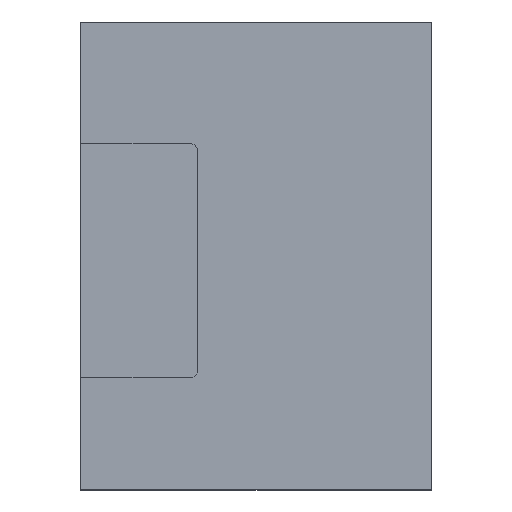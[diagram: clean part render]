
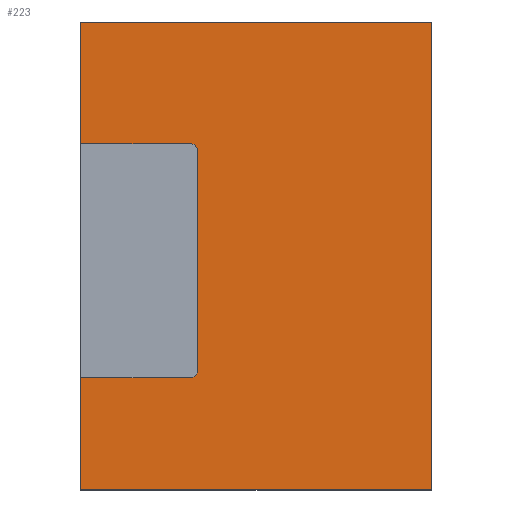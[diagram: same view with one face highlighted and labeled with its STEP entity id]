
A CAD part, top view. The second image highlights one B-rep face of the part: STEP entity #223.
In plain terms, the highlighted planar face has unit normal (0, 0, 1).
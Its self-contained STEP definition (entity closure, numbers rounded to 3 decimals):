
#15=CIRCLE('',#245,3.);
#17=CIRCLE('',#249,3.);
#27=FACE_OUTER_BOUND('',#39,.T.);
#39=EDGE_LOOP('',(#173,#174,#175,#176,#177,#178,#179,#180,#181,#182));
#45=LINE('',#323,#71);
#50=LINE('',#337,#76);
#54=LINE('',#349,#80);
#58=LINE('',#357,#84);
#59=LINE('',#359,#85);
#60=LINE('',#361,#86);
#61=LINE('',#363,#87);
#62=LINE('',#364,#88);
#71=VECTOR('',#263,10.);
#76=VECTOR('',#276,10.);
#80=VECTOR('',#288,10.);
#84=VECTOR('',#296,10.);
#85=VECTOR('',#297,10.);
#86=VECTOR('',#298,10.);
#87=VECTOR('',#299,10.);
#88=VECTOR('',#300,10.);
#97=VERTEX_POINT('',#321);
#98=VERTEX_POINT('',#322);
#101=VERTEX_POINT('',#330);
#103=VERTEX_POINT('',#336);
#105=VERTEX_POINT('',#342);
#107=VERTEX_POINT('',#348);
#109=VERTEX_POINT('',#356);
#110=VERTEX_POINT('',#358);
#111=VERTEX_POINT('',#360);
#112=VERTEX_POINT('',#362);
#117=EDGE_CURVE('',#97,#98,#45,.T.);
#121=EDGE_CURVE('',#101,#97,#15,.T.);
#124=EDGE_CURVE('',#103,#101,#50,.T.);
#127=EDGE_CURVE('',#105,#103,#17,.T.);
#130=EDGE_CURVE('',#107,#105,#54,.T.);
#134=EDGE_CURVE('',#98,#109,#58,.T.);
#135=EDGE_CURVE('',#109,#110,#59,.T.);
#136=EDGE_CURVE('',#110,#111,#60,.T.);
#137=EDGE_CURVE('',#111,#112,#61,.T.);
#138=EDGE_CURVE('',#112,#107,#62,.T.);
#173=ORIENTED_EDGE('',*,*,#130,.T.);
#174=ORIENTED_EDGE('',*,*,#127,.T.);
#175=ORIENTED_EDGE('',*,*,#124,.T.);
#176=ORIENTED_EDGE('',*,*,#121,.T.);
#177=ORIENTED_EDGE('',*,*,#117,.T.);
#178=ORIENTED_EDGE('',*,*,#134,.T.);
#179=ORIENTED_EDGE('',*,*,#135,.T.);
#180=ORIENTED_EDGE('',*,*,#136,.T.);
#181=ORIENTED_EDGE('',*,*,#137,.T.);
#182=ORIENTED_EDGE('',*,*,#138,.T.);
#211=PLANE('',#253);
#223=ADVANCED_FACE('',(#27),#211,.T.);
#245=AXIS2_PLACEMENT_3D('',#331,#269,#270);
#249=AXIS2_PLACEMENT_3D('',#343,#281,#282);
#253=AXIS2_PLACEMENT_3D('',#355,#294,#295);
#263=DIRECTION('',(-1.,0.,0.));
#269=DIRECTION('center_axis',(0.,0.,-1.));
#270=DIRECTION('ref_axis',(0.,-1.,0.));
#276=DIRECTION('',(0.,-1.,0.));
#281=DIRECTION('center_axis',(0.,0.,-1.));
#282=DIRECTION('ref_axis',(1.,0.,0.));
#288=DIRECTION('',(1.,0.,0.));
#294=DIRECTION('center_axis',(0.,0.,1.));
#295=DIRECTION('ref_axis',(0.,-1.,0.));
#296=DIRECTION('',(0.,-1.,0.));
#297=DIRECTION('',(1.,0.,0.));
#298=DIRECTION('',(0.,1.,0.));
#299=DIRECTION('',(-1.,0.,0.));
#300=DIRECTION('',(0.,-1.,0.));
#321=CARTESIAN_POINT('',(-15.334,-51.98,22.001));
#322=CARTESIAN_POINT('',(-62.334,-51.98,22.001));
#323=CARTESIAN_POINT('',(-1.334,-51.98,22.001));
#330=CARTESIAN_POINT('',(-12.334,-48.98,22.001));
#331=CARTESIAN_POINT('Origin',(-15.334,-48.98,22.001));
#336=CARTESIAN_POINT('',(-12.334,45.02,22.001));
#337=CARTESIAN_POINT('',(-12.334,22.51,22.001));
#342=CARTESIAN_POINT('',(-15.334,48.02,22.001));
#343=CARTESIAN_POINT('Origin',(-15.334,45.02,22.001));
#348=CARTESIAN_POINT('',(-62.334,48.02,22.001));
#349=CARTESIAN_POINT('',(-24.834,48.02,22.001));
#355=CARTESIAN_POINT('Origin',(12.666,0.,22.001));
#356=CARTESIAN_POINT('',(-62.334,-100.,22.001));
#357=CARTESIAN_POINT('',(-62.334,100.,22.001));
#358=CARTESIAN_POINT('',(87.666,-100.,22.001));
#359=CARTESIAN_POINT('',(-62.334,-100.,22.001));
#360=CARTESIAN_POINT('',(87.666,100.,22.001));
#361=CARTESIAN_POINT('',(87.666,-100.,22.001));
#362=CARTESIAN_POINT('',(-62.334,100.,22.001));
#363=CARTESIAN_POINT('',(87.666,100.,22.001));
#364=CARTESIAN_POINT('',(-62.334,100.,22.001));
